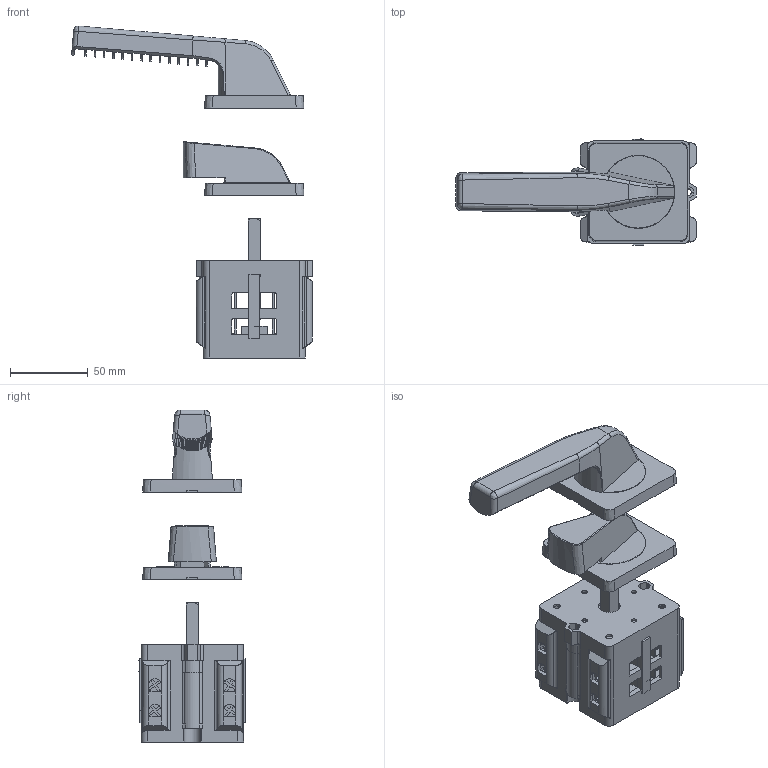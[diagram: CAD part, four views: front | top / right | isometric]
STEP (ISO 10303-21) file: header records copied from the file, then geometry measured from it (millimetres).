
FILE_DESCRIPTION(/* description */ ('Unknown'),/* implementation_level */ '2;1');
FILE_NAME(/* name */ '315.175',/* time_stamp */ '2025-11-20T13:06:05-03:00',/* author */ ('Unknown'),/* organization */ ('Unknown'),/* preprocessor_version */ 'ST-DEVELOPER v16.7',/* originating_system */ 'Solid Edge',/* authorisation */ 'Unknown');
FILE_SCHEMA (('AUTOMOTIVE_DESIGN {1 0 10303 214 3 1 1}'));
Products named in the file (1): 315.175
Bounding box: 155.23 x 68.37 x 213.89 mm (x, y, z)
Volume: 179519.6 mm3; surface area: 174771.1 mm2
Topology: 8 solids, 8 shells, 3120 faces, 8655 edges, 5641 vertices
Faces by surface type: plane 2094, cylinder 859, bspline 102, cone 44, torus 21
Full cylindrical faces by diameter (mm): 3 x4, 3.5 x8, 3.7 x8, 4.2 x6, 4.5 x21, 5 x1, 6.75 x8, 8 x16, 8.1 x8, 10 x1, 11 x8, 14 x5, 18 x1, 22.5 x2, 26.2 x2, 44.2 x1, 46.6 x1, 47 x2
Entity records: 115119 total; most frequent: CARTESIAN_POINT 23448, ORIENTED_EDGE 16878, DIRECTION 16216, EDGE_CURVE 8439, LINE 5984, VECTOR 5984, VERTEX_POINT 5559, AXIS2_PLACEMENT_3D 5116
